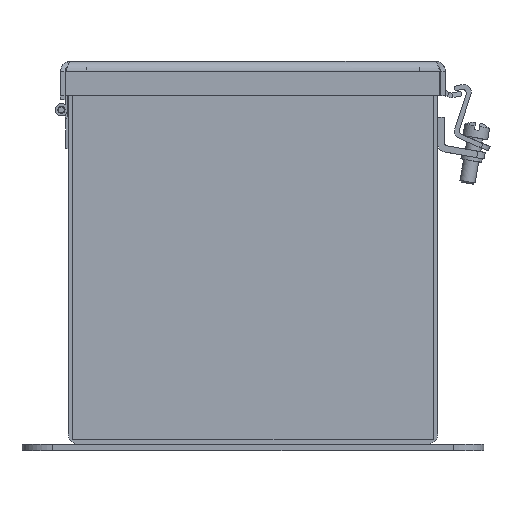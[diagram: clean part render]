
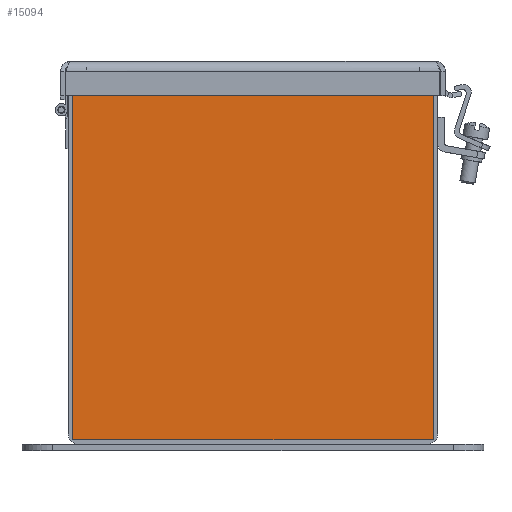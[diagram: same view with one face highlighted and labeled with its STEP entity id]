
A CAD part, left-side view. The second image highlights one B-rep face of the part: STEP entity #15094.
In plain terms, the highlighted planar face has unit normal (-1, 0, 0).
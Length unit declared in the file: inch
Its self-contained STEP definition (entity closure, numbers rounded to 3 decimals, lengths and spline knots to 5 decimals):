
#795 = CARTESIAN_POINT ( 'NONE',  ( -9., -2.4275, 4.58205 ) ) ;
#1281 = VERTEX_POINT ( 'NONE', #19509 ) ;
#1282 = LINE ( 'NONE', #5185, #18209 ) ;
#1554 = CARTESIAN_POINT ( 'NONE',  ( -9., 0., 1.75 ) ) ;
#2004 = CARTESIAN_POINT ( 'NONE',  ( -9., 2.926, 4.676 ) ) ;
#2136 = VECTOR ( 'NONE', #15675, 39.37008 ) ;
#2280 = ORIENTED_EDGE ( 'NONE', *, *, #10451, .T. ) ;
#3036 = LINE ( 'NONE', #17648, #10275 ) ;
#3731 = DIRECTION ( 'NONE',  ( 0., 1., 0. ) ) ;
#4805 = LINE ( 'NONE', #10355, #15534 ) ;
#4921 = ORIENTED_EDGE ( 'NONE', *, *, #22889, .F. ) ;
#5112 = CARTESIAN_POINT ( 'NONE',  ( -9., 2.4275, 4.58205 ) ) ;
#5185 = CARTESIAN_POINT ( 'NONE',  ( -9., 2.926, 1.75 ) ) ;
#5230 = VERTEX_POINT ( 'NONE', #9609 ) ;
#5564 = CARTESIAN_POINT ( 'NONE',  ( -9., -2.4275, 4.58225 ) ) ;
#6205 = LINE ( 'NONE', #13753, #2136 ) ;
#6453 = ORIENTED_EDGE ( 'NONE', *, *, #11482, .T. ) ;
#6549 = VECTOR ( 'NONE', #21378, 39.37008 ) ;
#6698 = EDGE_CURVE ( 'NONE', #20264, #9454, #4805, .T. ) ;
#7028 = CARTESIAN_POINT ( 'NONE',  ( -9., 2.4275, 4.58205 ) ) ;
#7136 = EDGE_CURVE ( 'NONE', #17930, #5230, #9707, .T. ) ;
#7467 = VERTEX_POINT ( 'NONE', #8107 ) ;
#7494 = VECTOR ( 'NONE', #9326, 39.37008 ) ;
#7974 = DIRECTION ( 'NONE',  ( 0., 0., 1. ) ) ;
#8107 = CARTESIAN_POINT ( 'NONE',  ( -9., -2.4275, 4.58205 ) ) ;
#8520 = CARTESIAN_POINT ( 'NONE',  ( -9., -2.926, 4.676 ) ) ;
#9326 = DIRECTION ( 'NONE',  ( 0., -1., 0. ) ) ;
#9443 = LINE ( 'NONE', #19060, #11230 ) ;
#9454 = VERTEX_POINT ( 'NONE', #19174 ) ;
#9609 = CARTESIAN_POINT ( 'NONE',  ( -9., 2.4277, 4.676 ) ) ;
#9707 = LINE ( 'NONE', #16662, #7494 ) ;
#9836 = ORIENTED_EDGE ( 'NONE', *, *, #13822, .F. ) ;
#10111 = EDGE_CURVE ( 'NONE', #7467, #21502, #11576, .T. ) ;
#10207 = LINE ( 'NONE', #12117, #6549 ) ;
#10275 = VECTOR ( 'NONE', #21017, 39.37008 ) ;
#10355 = CARTESIAN_POINT ( 'NONE',  ( -9., -2.926, 1.75 ) ) ;
#10451 = EDGE_CURVE ( 'NONE', #22066, #22110, #10207, .T. ) ;
#10477 = VECTOR ( 'NONE', #16146, 39.37008 ) ;
#10525 = DIRECTION ( 'NONE',  ( 0., 1., 0. ) ) ;
#10529 = CARTESIAN_POINT ( 'NONE',  ( -9., 2.926, -1.176 ) ) ;
#11230 = VECTOR ( 'NONE', #13266, 39.37008 ) ;
#11482 = EDGE_CURVE ( 'NONE', #22110, #1281, #18089, .T. ) ;
#11545 = EDGE_CURVE ( 'NONE', #22066, #21502, #9443, .T. ) ;
#11576 = LINE ( 'NONE', #795, #12250 ) ;
#12117 = CARTESIAN_POINT ( 'NONE',  ( -9., 2.4275, 4.676 ) ) ;
#12250 = VECTOR ( 'NONE', #7974, 39.37008 ) ;
#12676 = VECTOR ( 'NONE', #20157, 39.37008 ) ;
#12945 = CARTESIAN_POINT ( 'NONE',  ( -9., 0., -1.176 ) ) ;
#13146 = VERTEX_POINT ( 'NONE', #15839 ) ;
#13266 = DIRECTION ( 'NONE',  ( 0., -1., 0. ) ) ;
#13753 = CARTESIAN_POINT ( 'NONE',  ( -9., -2.4277, 4.58205 ) ) ;
#13812 = DIRECTION ( 'NONE',  ( 0., -1., 0. ) ) ;
#13822 = EDGE_CURVE ( 'NONE', #23282, #20264, #17430, .T. ) ;
#14036 = CARTESIAN_POINT ( 'NONE',  ( -9., 0., 4.676 ) ) ;
#14277 = VECTOR ( 'NONE', #3731, 39.37008 ) ;
#14620 = ORIENTED_EDGE ( 'NONE', *, *, #23608, .F. ) ;
#14663 = ORIENTED_EDGE ( 'NONE', *, *, #11545, .F. ) ;
#15053 = EDGE_CURVE ( 'NONE', #13146, #23282, #3036, .T. ) ;
#15094 = ADVANCED_FACE ( 'NONE', ( #15473 ), #15935, .F. ) ;
#15473 = FACE_OUTER_BOUND ( 'NONE', #23319, .T. ) ;
#15534 = VECTOR ( 'NONE', #21406, 39.37008 ) ;
#15675 = DIRECTION ( 'NONE',  ( 0., 1., 0. ) ) ;
#15814 = VERTEX_POINT ( 'NONE', #10529 ) ;
#15839 = CARTESIAN_POINT ( 'NONE',  ( -9., -2.4277, 4.58205 ) ) ;
#15935 = PLANE ( 'NONE',  #17207 ) ;
#16041 = ORIENTED_EDGE ( 'NONE', *, *, #6698, .F. ) ;
#16146 = DIRECTION ( 'NONE',  ( 0., 0., -1. ) ) ;
#16662 = CARTESIAN_POINT ( 'NONE',  ( -9., 0., 4.676 ) ) ;
#17207 = AXIS2_PLACEMENT_3D ( 'NONE', #1554, #18207, #10525 ) ;
#17430 = LINE ( 'NONE', #14036, #22971 ) ;
#17648 = CARTESIAN_POINT ( 'NONE',  ( -9., -2.4277, 1.75 ) ) ;
#17799 = ORIENTED_EDGE ( 'NONE', *, *, #15053, .F. ) ;
#17930 = VERTEX_POINT ( 'NONE', #2004 ) ;
#18068 = DIRECTION ( 'NONE',  ( 0., 0., 1. ) ) ;
#18089 = LINE ( 'NONE', #7028, #14277 ) ;
#18207 = DIRECTION ( 'NONE',  ( 1., 0., 0. ) ) ;
#18209 = VECTOR ( 'NONE', #18068, 39.37008 ) ;
#18458 = ORIENTED_EDGE ( 'NONE', *, *, #21295, .T. ) ;
#18629 = EDGE_CURVE ( 'NONE', #5230, #1281, #19640, .T. ) ;
#19060 = CARTESIAN_POINT ( 'NONE',  ( -9., 0., 4.58225 ) ) ;
#19174 = CARTESIAN_POINT ( 'NONE',  ( -9., -2.926, -1.176 ) ) ;
#19335 = CARTESIAN_POINT ( 'NONE',  ( -9., 2.4275, 4.58225 ) ) ;
#19509 = CARTESIAN_POINT ( 'NONE',  ( -9., 2.4277, 4.58205 ) ) ;
#19640 = LINE ( 'NONE', #21542, #10477 ) ;
#20157 = DIRECTION ( 'NONE',  ( 0., 1., 0. ) ) ;
#20264 = VERTEX_POINT ( 'NONE', #8520 ) ;
#21017 = DIRECTION ( 'NONE',  ( 0., 0., 1. ) ) ;
#21295 = EDGE_CURVE ( 'NONE', #13146, #7467, #6205, .T. ) ;
#21378 = DIRECTION ( 'NONE',  ( 0., 0., -1. ) ) ;
#21406 = DIRECTION ( 'NONE',  ( 0., 0., -1. ) ) ;
#21502 = VERTEX_POINT ( 'NONE', #5564 ) ;
#21542 = CARTESIAN_POINT ( 'NONE',  ( -9., 2.4277, 1.75 ) ) ;
#21928 = ORIENTED_EDGE ( 'NONE', *, *, #18629, .F. ) ;
#22066 = VERTEX_POINT ( 'NONE', #19335 ) ;
#22110 = VERTEX_POINT ( 'NONE', #5112 ) ;
#22659 = CARTESIAN_POINT ( 'NONE',  ( -9., -2.4277, 4.676 ) ) ;
#22668 = ORIENTED_EDGE ( 'NONE', *, *, #10111, .T. ) ;
#22889 = EDGE_CURVE ( 'NONE', #15814, #17930, #1282, .T. ) ;
#22971 = VECTOR ( 'NONE', #13812, 39.37008 ) ;
#23106 = LINE ( 'NONE', #12945, #12676 ) ;
#23282 = VERTEX_POINT ( 'NONE', #22659 ) ;
#23319 = EDGE_LOOP ( 'NONE', ( #18458, #22668, #14663, #2280, #6453, #21928, #23347, #4921, #14620, #16041, #9836, #17799 ) ) ;
#23347 = ORIENTED_EDGE ( 'NONE', *, *, #7136, .F. ) ;
#23608 = EDGE_CURVE ( 'NONE', #9454, #15814, #23106, .T. ) ;
